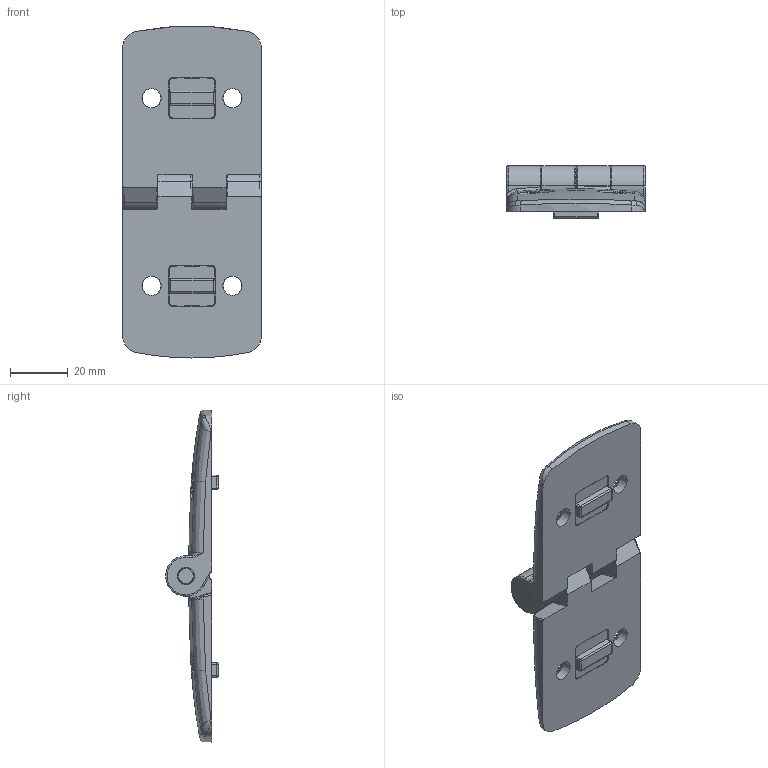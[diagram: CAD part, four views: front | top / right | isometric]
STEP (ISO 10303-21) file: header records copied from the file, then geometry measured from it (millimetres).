
FILE_DESCRIPTION (( 'STEP AP203' ), '1' );
FILE_NAME ('202535648_c_1.STEP', '2023-03-09T04:26:00', ( '' ), ( '' ), 'SwSTEP 2.0', 'SolidWorks 2014', '' );
FILE_SCHEMA (( 'CONFIG_CONTROL_DESIGN' ));
Length unit declared in the file: millimetre
Products named in the file (1): 202535648_c_1
Bounding box: 48 x 18.2 x 115 mm (x, y, z)
Volume: 36578.4 mm3; surface area: 19908.9 mm2
Topology: 9 solids, 9 shells, 691 faces, 1713 edges, 1008 vertices
Faces by surface type: plane 266, cylinder 213, bspline 157, cone 55
Entity records: 25425 total; most frequent: CARTESIAN_POINT 10225, ORIENTED_EDGE 3354, DIRECTION 2952, EDGE_CURVE 1677, AXIS2_PLACEMENT_3D 1099, VERTEX_POINT 1008, VECTOR 754, LINE 754
